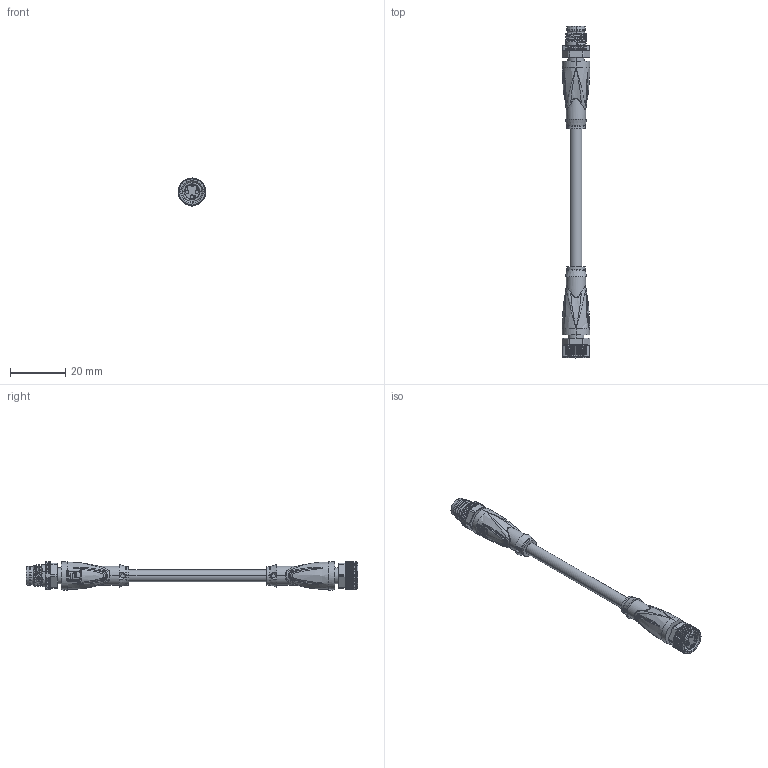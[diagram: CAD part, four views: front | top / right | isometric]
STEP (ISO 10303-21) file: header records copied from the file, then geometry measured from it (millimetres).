
FILE_DESCRIPTION(('STEP AP214'),'1');
FILE_NAME('cctmp_6E3EBF43-9824-42A0-AB84-0E90F3B1BDD5_2022_04_27_10_45_15_0872..stp','2022-04-27T08:45:23',('KiM GmbH'),('CADClick - www.CADClick.com'),'Spatial InterOp 3D postprocessed',' ','unknown authorization');
FILE_SCHEMA(('AUTOMOTIVE_DESIGN'));
Length unit declared in the file: millimetre
Products named in the file (9): Connection2; Connection2_2; Connection2_1; T196348_1; Cable; Connection1; Connection1_2; Connection1_1; T196348
Assembly tree (8 placements, depth 4):
  T196348
    T196348_1
      Connection2
        Connection2_2
        Connection2_1
      Cable
      Connection1
        Connection1_2
        Connection1_1
Bounding box: 10 x 120.3 x 10.15 mm (x, y, z)
Volume: 4612 mm3; surface area: 4721.8 mm2
Topology: 8 solids, 10 shells, 1634 faces, 4337 edges, 2760 vertices
Faces by surface type: plane 797, bspline 233, torus 212, cylinder 195, cone 161, extrusion 28, sphere 8
Entity records: 122763 total; most frequent: CARTESIAN_POINT 71771, ORIENTED_EDGE 8650, DIRECTION 7084, EDGE_CURVE 4329, STYLED_ITEM 3520, PRESENTATION_STYLE_ASSIGNMENT 3520, VERTEX_POINT 2760, AXIS2_PLACEMENT_3D 2425
